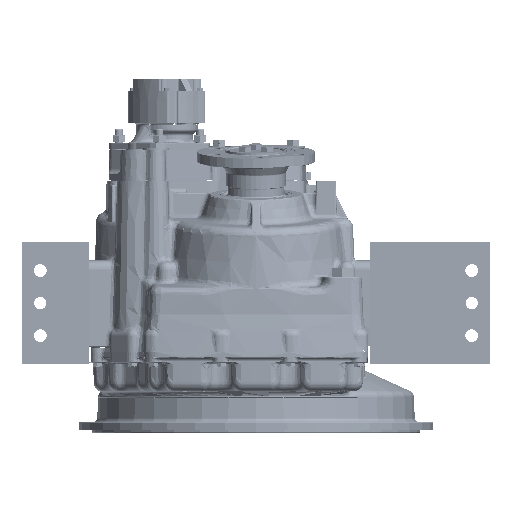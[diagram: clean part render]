
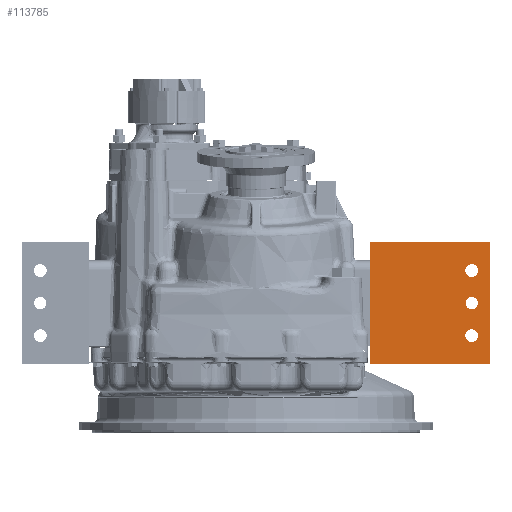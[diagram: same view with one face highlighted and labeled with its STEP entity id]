
A CAD part, front view. The second image highlights one B-rep face of the part: STEP entity #113785.
In plain terms, the highlighted planar face has unit normal (0, -1, 0).
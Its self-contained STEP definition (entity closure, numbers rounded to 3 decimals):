
#4 = FACE_BOUND ( 'NONE', #291627, .T. ) ;
#6 = FACE_BOUND ( 'NONE', #291631, .T. ) ;
#8 = FACE_OUTER_BOUND ( 'NONE', #291618, .T. ) ;
#65511 = AXIS2_PLACEMENT_3D ( 'NONE', #213435, #213441, #213442 ) ;
#65515 = AXIS2_PLACEMENT_3D ( 'NONE', #213474, #213476, #213477 ) ;
#65516 = AXIS2_PLACEMENT_3D ( 'NONE', #213465, #213467, #213468 ) ;
#65520 = AXIS2_PLACEMENT_3D ( 'NONE', #213489, #213498, #213499 ) ;
#65521 = AXIS2_PLACEMENT_3D ( 'NONE', #213486, #213495, #213496 ) ;
#65522 = AXIS2_PLACEMENT_3D ( 'NONE', #213494, #213500, #213501 ) ;
#67227 = CIRCLE ( 'NONE', #65511, 9.525 ) ;
#67294 = CIRCLE ( 'NONE', #65516, 9.922 ) ;
#67316 = CIRCLE ( 'NONE', #65515, 9.922 ) ;
#67337 = LINE ( 'NONE', #213504, #67379 ) ;
#67346 = LINE ( 'NONE', #213502, #67356 ) ;
#67352 = CIRCLE ( 'NONE', #65521, 9.525 ) ;
#67356 = VECTOR ( 'NONE', #213503, 1000. ) ;
#67359 = CIRCLE ( 'NONE', #65520, 9.922 ) ;
#67363 = LINE ( 'NONE', #213497, #67368 ) ;
#67366 = CIRCLE ( 'NONE', #65522, 9.922 ) ;
#67368 = VECTOR ( 'NONE', #213505, 1000. ) ;
#67373 = LINE ( 'NONE', #213507, #67376 ) ;
#67376 = VECTOR ( 'NONE', #213508, 1000. ) ;
#67379 = VECTOR ( 'NONE', #213510, 1000. ) ;
#74852 = ORIENTED_EDGE ( 'NONE', *, *, #278370, .T. ) ;
#90723 = AXIS2_PLACEMENT_3D ( 'NONE', #103311, #103330, #103331 ) ;
#103311 = CARTESIAN_POINT ( 'NONE',  ( 177.8, -215.9, 101.968 ) ) ;
#103320 = PLANE ( 'NONE',  #90723 ) ;
#103330 = DIRECTION ( 'NONE',  ( 0., -1., 0. ) ) ;
#103331 = DIRECTION ( 'NONE',  ( 0., 0., -1. ) ) ;
#106823 = ORIENTED_EDGE ( 'NONE', *, *, #278374, .F. ) ;
#113785 = ADVANCED_FACE ( 'NONE', ( #294920, #4, #6, #8 ), #103320, .T. ) ;
#115723 = CARTESIAN_POINT ( 'NONE',  ( 336.55, -215.9, 187.693 ) ) ;
#115739 = CARTESIAN_POINT ( 'NONE',  ( 336.55, -215.9, 206.743 ) ) ;
#115765 = CARTESIAN_POINT ( 'NONE',  ( 336.55, -215.9, 238.096 ) ) ;
#115777 = CARTESIAN_POINT ( 'NONE',  ( 336.55, -215.9, 257.94 ) ) ;
#115801 = CARTESIAN_POINT ( 'NONE',  ( 336.55, -215.9, 136.496 ) ) ;
#115813 = CARTESIAN_POINT ( 'NONE',  ( 336.55, -215.9, 156.34 ) ) ;
#115863 = CARTESIAN_POINT ( 'NONE',  ( 177.8, -215.9, 292.468 ) ) ;
#115866 = CARTESIAN_POINT ( 'NONE',  ( 177.8, -215.9, 101.968 ) ) ;
#115874 = CARTESIAN_POINT ( 'NONE',  ( 365.125, -215.9, 292.468 ) ) ;
#115885 = CARTESIAN_POINT ( 'NONE',  ( 365.125, -215.9, 101.968 ) ) ;
#182528 = ORIENTED_EDGE ( 'NONE', *, *, #278367, .T. ) ;
#182696 = ORIENTED_EDGE ( 'NONE', *, *, #278336, .T. ) ;
#183970 = ORIENTED_EDGE ( 'NONE', *, *, #278362, .T. ) ;
#184549 = ORIENTED_EDGE ( 'NONE', *, *, #278365, .T. ) ;
#184631 = ORIENTED_EDGE ( 'NONE', *, *, #278346, .T. ) ;
#213435 = CARTESIAN_POINT ( 'NONE',  ( 336.55, -215.9, 197.218 ) ) ;
#213441 = DIRECTION ( 'NONE',  ( 0., 1., 0. ) ) ;
#213442 = DIRECTION ( 'NONE',  ( 0., 0., 1. ) ) ;
#213465 = CARTESIAN_POINT ( 'NONE',  ( 336.55, -215.9, 248.018 ) ) ;
#213467 = DIRECTION ( 'NONE',  ( 0., 1., 0. ) ) ;
#213468 = DIRECTION ( 'NONE',  ( 0., 0., 1. ) ) ;
#213474 = CARTESIAN_POINT ( 'NONE',  ( 336.55, -215.9, 146.418 ) ) ;
#213476 = DIRECTION ( 'NONE',  ( 0., 1., 0. ) ) ;
#213477 = DIRECTION ( 'NONE',  ( 0., 0., 1. ) ) ;
#213486 = CARTESIAN_POINT ( 'NONE',  ( 336.55, -215.9, 197.218 ) ) ;
#213489 = CARTESIAN_POINT ( 'NONE',  ( 336.55, -215.9, 146.418 ) ) ;
#213494 = CARTESIAN_POINT ( 'NONE',  ( 336.55, -215.9, 248.018 ) ) ;
#213495 = DIRECTION ( 'NONE',  ( 0., 1., 0. ) ) ;
#213496 = DIRECTION ( 'NONE',  ( 0., 0., 1. ) ) ;
#213497 = CARTESIAN_POINT ( 'NONE',  ( 177.8, -215.9, 292.468 ) ) ;
#213498 = DIRECTION ( 'NONE',  ( 0., 1., 0. ) ) ;
#213499 = DIRECTION ( 'NONE',  ( 0., 0., 1. ) ) ;
#213500 = DIRECTION ( 'NONE',  ( 0., 1., 0. ) ) ;
#213501 = DIRECTION ( 'NONE',  ( 0., 0., 1. ) ) ;
#213502 = CARTESIAN_POINT ( 'NONE',  ( 365.125, -215.9, 101.968 ) ) ;
#213503 = DIRECTION ( 'NONE',  ( 0., 0., 1. ) ) ;
#213504 = CARTESIAN_POINT ( 'NONE',  ( 177.8, -215.9, 101.968 ) ) ;
#213505 = DIRECTION ( 'NONE',  ( 1., 0., 0. ) ) ;
#213507 = CARTESIAN_POINT ( 'NONE',  ( 177.8, -215.9, 101.968 ) ) ;
#213508 = DIRECTION ( 'NONE',  ( 0., 0., 1. ) ) ;
#213510 = DIRECTION ( 'NONE',  ( 1., 0., 0. ) ) ;
#231057 = ORIENTED_EDGE ( 'NONE', *, *, #278310, .T. ) ;
#231074 = ORIENTED_EDGE ( 'NONE', *, *, #278372, .F. ) ;
#278310 = EDGE_CURVE ( 'NONE', #278833, #278836, #67227, .T. ) ;
#278336 = EDGE_CURVE ( 'NONE', #278844, #278847, #67294, .T. ) ;
#278346 = EDGE_CURVE ( 'NONE', #278855, #278858, #67316, .T. ) ;
#278362 = EDGE_CURVE ( 'NONE', #278836, #278833, #67352, .T. ) ;
#278365 = EDGE_CURVE ( 'NONE', #278858, #278855, #67359, .T. ) ;
#278367 = EDGE_CURVE ( 'NONE', #278847, #278844, #67366, .T. ) ;
#278370 = EDGE_CURVE ( 'NONE', #278885, #278879, #67346, .T. ) ;
#278372 = EDGE_CURVE ( 'NONE', #278877, #278879, #67363, .T. ) ;
#278374 = EDGE_CURVE ( 'NONE', #278882, #278877, #67373, .T. ) ;
#278377 = EDGE_CURVE ( 'NONE', #278882, #278885, #67337, .T. ) ;
#278833 = VERTEX_POINT ( 'NONE', #115723 ) ;
#278836 = VERTEX_POINT ( 'NONE', #115739 ) ;
#278844 = VERTEX_POINT ( 'NONE', #115765 ) ;
#278847 = VERTEX_POINT ( 'NONE', #115777 ) ;
#278855 = VERTEX_POINT ( 'NONE', #115801 ) ;
#278858 = VERTEX_POINT ( 'NONE', #115813 ) ;
#278877 = VERTEX_POINT ( 'NONE', #115863 ) ;
#278879 = VERTEX_POINT ( 'NONE', #115874 ) ;
#278882 = VERTEX_POINT ( 'NONE', #115866 ) ;
#278885 = VERTEX_POINT ( 'NONE', #115885 ) ;
#291618 = EDGE_LOOP ( 'NONE', ( #231074, #106823, #292774, #74852 ) ) ;
#291627 = EDGE_LOOP ( 'NONE', ( #182528, #182696 ) ) ;
#291631 = EDGE_LOOP ( 'NONE', ( #183970, #231057 ) ) ;
#292695 = EDGE_LOOP ( 'NONE', ( #184549, #184631 ) ) ;
#292774 = ORIENTED_EDGE ( 'NONE', *, *, #278377, .T. ) ;
#294920 = FACE_BOUND ( 'NONE', #292695, .T. ) ;
